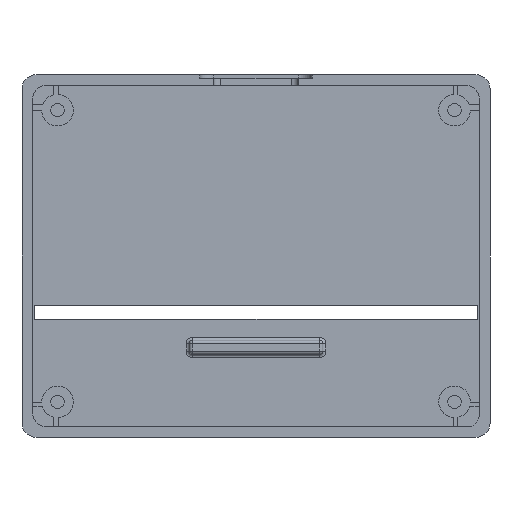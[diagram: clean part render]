
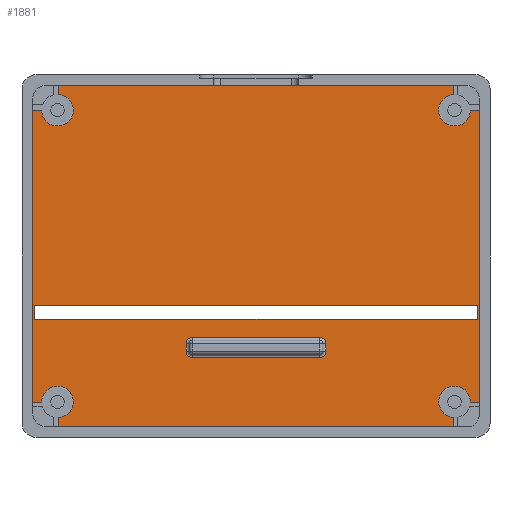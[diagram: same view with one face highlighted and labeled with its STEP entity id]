
A CAD part, front view. The second image highlights one B-rep face of the part: STEP entity #1881.
In plain terms, the highlighted planar face has unit normal (0, -1, 0).
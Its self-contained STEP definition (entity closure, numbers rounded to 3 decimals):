
#19=FACE_BOUND('',#664,.T.);
#20=FACE_BOUND('',#665,.T.);
#29=PLANE('',#2034);
#89=LINE('',#2799,#289);
#93=LINE('',#2814,#293);
#95=LINE('',#2833,#295);
#99=LINE('',#2839,#299);
#113=LINE('',#2867,#313);
#114=LINE('',#2869,#314);
#115=LINE('',#2871,#315);
#116=LINE('',#2875,#316);
#117=LINE('',#2877,#317);
#118=LINE('',#2879,#318);
#119=LINE('',#2883,#319);
#120=LINE('',#2885,#320);
#121=LINE('',#2887,#321);
#122=LINE('',#2891,#322);
#123=LINE('',#2893,#323);
#124=LINE('',#2894,#324);
#125=LINE('',#2897,#325);
#126=LINE('',#2899,#326);
#127=LINE('',#2901,#327);
#128=LINE('',#2902,#328);
#289=VECTOR('',#2222,10.);
#293=VECTOR('',#2240,10.);
#295=VECTOR('',#2262,10.);
#299=VECTOR('',#2270,10.);
#313=VECTOR('',#2306,10.);
#314=VECTOR('',#2307,10.);
#315=VECTOR('',#2308,10.);
#316=VECTOR('',#2311,10.);
#317=VECTOR('',#2312,10.);
#318=VECTOR('',#2313,10.);
#319=VECTOR('',#2316,10.);
#320=VECTOR('',#2317,10.);
#321=VECTOR('',#2318,10.);
#322=VECTOR('',#2321,10.);
#323=VECTOR('',#2322,10.);
#324=VECTOR('',#2323,10.);
#325=VECTOR('',#2324,10.);
#326=VECTOR('',#2325,10.);
#327=VECTOR('',#2326,10.);
#328=VECTOR('',#2327,10.);
#552=FACE_OUTER_BOUND('',#663,.T.);
#663=EDGE_LOOP('',(#1382,#1383,#1384,#1385,#1386,#1387,#1388,#1389,#1390,
#1391,#1392,#1393,#1394,#1395,#1396,#1397));
#664=EDGE_LOOP('',(#1398,#1399,#1400,#1401));
#665=EDGE_LOOP('',(#1402,#1403,#1404,#1405,#1406,#1407,#1408,#1409));
#761=CIRCLE('',#1988,0.9);
#771=CIRCLE('',#2001,0.9);
#777=CIRCLE('',#2010,0.9);
#782=CIRCLE('',#2018,0.9);
#786=CIRCLE('',#2035,2.25);
#787=CIRCLE('',#2036,2.25);
#788=CIRCLE('',#2037,2.25);
#789=CIRCLE('',#2038,2.25);
#841=VERTEX_POINT('',#2767);
#842=VERTEX_POINT('',#2768);
#851=VERTEX_POINT('',#2790);
#852=VERTEX_POINT('',#2791);
#857=VERTEX_POINT('',#2808);
#858=VERTEX_POINT('',#2810);
#862=VERTEX_POINT('',#2824);
#863=VERTEX_POINT('',#2825);
#866=VERTEX_POINT('',#2863);
#867=VERTEX_POINT('',#2864);
#868=VERTEX_POINT('',#2866);
#869=VERTEX_POINT('',#2868);
#870=VERTEX_POINT('',#2870);
#871=VERTEX_POINT('',#2872);
#872=VERTEX_POINT('',#2874);
#873=VERTEX_POINT('',#2876);
#874=VERTEX_POINT('',#2878);
#875=VERTEX_POINT('',#2880);
#876=VERTEX_POINT('',#2882);
#877=VERTEX_POINT('',#2884);
#878=VERTEX_POINT('',#2886);
#879=VERTEX_POINT('',#2888);
#880=VERTEX_POINT('',#2890);
#881=VERTEX_POINT('',#2892);
#882=VERTEX_POINT('',#2895);
#883=VERTEX_POINT('',#2896);
#884=VERTEX_POINT('',#2898);
#885=VERTEX_POINT('',#2900);
#1017=EDGE_CURVE('',#841,#842,#761,.T.);
#1027=EDGE_CURVE('',#851,#852,#771,.T.);
#1031=EDGE_CURVE('',#852,#841,#89,.T.);
#1037=EDGE_CURVE('',#857,#858,#777,.T.);
#1039=EDGE_CURVE('',#842,#857,#93,.T.);
#1044=EDGE_CURVE('',#862,#863,#782,.T.);
#1048=EDGE_CURVE('',#863,#851,#95,.T.);
#1052=EDGE_CURVE('',#858,#862,#99,.T.);
#1066=EDGE_CURVE('',#866,#867,#786,.T.);
#1067=EDGE_CURVE('',#867,#868,#113,.T.);
#1068=EDGE_CURVE('',#868,#869,#114,.T.);
#1069=EDGE_CURVE('',#869,#870,#115,.T.);
#1070=EDGE_CURVE('',#870,#871,#787,.T.);
#1071=EDGE_CURVE('',#871,#872,#116,.T.);
#1072=EDGE_CURVE('',#872,#873,#117,.T.);
#1073=EDGE_CURVE('',#873,#874,#118,.T.);
#1074=EDGE_CURVE('',#874,#875,#788,.T.);
#1075=EDGE_CURVE('',#875,#876,#119,.T.);
#1076=EDGE_CURVE('',#876,#877,#120,.T.);
#1077=EDGE_CURVE('',#877,#878,#121,.T.);
#1078=EDGE_CURVE('',#878,#879,#789,.T.);
#1079=EDGE_CURVE('',#879,#880,#122,.T.);
#1080=EDGE_CURVE('',#880,#881,#123,.T.);
#1081=EDGE_CURVE('',#881,#866,#124,.T.);
#1082=EDGE_CURVE('',#882,#883,#125,.T.);
#1083=EDGE_CURVE('',#883,#884,#126,.T.);
#1084=EDGE_CURVE('',#884,#885,#127,.T.);
#1085=EDGE_CURVE('',#885,#882,#128,.T.);
#1382=ORIENTED_EDGE('',*,*,#1066,.T.);
#1383=ORIENTED_EDGE('',*,*,#1067,.T.);
#1384=ORIENTED_EDGE('',*,*,#1068,.T.);
#1385=ORIENTED_EDGE('',*,*,#1069,.T.);
#1386=ORIENTED_EDGE('',*,*,#1070,.T.);
#1387=ORIENTED_EDGE('',*,*,#1071,.T.);
#1388=ORIENTED_EDGE('',*,*,#1072,.T.);
#1389=ORIENTED_EDGE('',*,*,#1073,.T.);
#1390=ORIENTED_EDGE('',*,*,#1074,.T.);
#1391=ORIENTED_EDGE('',*,*,#1075,.T.);
#1392=ORIENTED_EDGE('',*,*,#1076,.T.);
#1393=ORIENTED_EDGE('',*,*,#1077,.T.);
#1394=ORIENTED_EDGE('',*,*,#1078,.T.);
#1395=ORIENTED_EDGE('',*,*,#1079,.T.);
#1396=ORIENTED_EDGE('',*,*,#1080,.T.);
#1397=ORIENTED_EDGE('',*,*,#1081,.T.);
#1398=ORIENTED_EDGE('',*,*,#1082,.T.);
#1399=ORIENTED_EDGE('',*,*,#1083,.T.);
#1400=ORIENTED_EDGE('',*,*,#1084,.T.);
#1401=ORIENTED_EDGE('',*,*,#1085,.T.);
#1402=ORIENTED_EDGE('',*,*,#1044,.F.);
#1403=ORIENTED_EDGE('',*,*,#1052,.F.);
#1404=ORIENTED_EDGE('',*,*,#1037,.F.);
#1405=ORIENTED_EDGE('',*,*,#1039,.F.);
#1406=ORIENTED_EDGE('',*,*,#1017,.F.);
#1407=ORIENTED_EDGE('',*,*,#1031,.F.);
#1408=ORIENTED_EDGE('',*,*,#1027,.F.);
#1409=ORIENTED_EDGE('',*,*,#1048,.F.);
#1881=ADVANCED_FACE('',(#552,#19,#20),#29,.F.);
#1988=AXIS2_PLACEMENT_3D('',#2769,#2186,#2187);
#2001=AXIS2_PLACEMENT_3D('',#2792,#2212,#2213);
#2010=AXIS2_PLACEMENT_3D('',#2811,#2234,#2235);
#2018=AXIS2_PLACEMENT_3D('',#2826,#2252,#2253);
#2034=AXIS2_PLACEMENT_3D('',#2862,#2302,#2303);
#2035=AXIS2_PLACEMENT_3D('',#2865,#2304,#2305);
#2036=AXIS2_PLACEMENT_3D('',#2873,#2309,#2310);
#2037=AXIS2_PLACEMENT_3D('',#2881,#2314,#2315);
#2038=AXIS2_PLACEMENT_3D('',#2889,#2319,#2320);
#2186=DIRECTION('center_axis',(0.,-1.,0.));
#2187=DIRECTION('ref_axis',(0.707,0.,-0.707));
#2212=DIRECTION('center_axis',(0.,-1.,0.));
#2213=DIRECTION('ref_axis',(-0.707,0.,-0.707));
#2222=DIRECTION('',(1.,0.,0.));
#2234=DIRECTION('center_axis',(0.,-1.,0.));
#2235=DIRECTION('ref_axis',(0.707,0.,0.707));
#2240=DIRECTION('',(0.,0.,1.));
#2252=DIRECTION('center_axis',(0.,-1.,0.));
#2253=DIRECTION('ref_axis',(-0.707,0.,0.707));
#2262=DIRECTION('',(0.,0.,-1.));
#2270=DIRECTION('',(-1.,0.,0.));
#2302=DIRECTION('center_axis',(0.,1.,0.));
#2303=DIRECTION('ref_axis',(1.,0.,0.));
#2304=DIRECTION('center_axis',(0.,1.,0.));
#2305=DIRECTION('ref_axis',(1.,0.,0.));
#2306=DIRECTION('',(-1.,0.,0.));
#2307=DIRECTION('',(0.,0.,-1.));
#2308=DIRECTION('',(1.,0.,0.));
#2309=DIRECTION('center_axis',(0.,1.,0.));
#2310=DIRECTION('ref_axis',(1.,0.,0.));
#2311=DIRECTION('',(0.,0.,-1.));
#2312=DIRECTION('',(1.,0.,0.));
#2313=DIRECTION('',(0.,0.,1.));
#2314=DIRECTION('center_axis',(0.,1.,0.));
#2315=DIRECTION('ref_axis',(1.,0.,0.));
#2316=DIRECTION('',(1.,0.,0.));
#2317=DIRECTION('',(0.,0.,1.));
#2318=DIRECTION('',(-1.,0.,0.));
#2319=DIRECTION('center_axis',(0.,1.,0.));
#2320=DIRECTION('ref_axis',(1.,0.,0.));
#2321=DIRECTION('',(0.,0.,1.));
#2322=DIRECTION('',(-1.,0.,0.));
#2323=DIRECTION('',(0.,0.,-1.));
#2324=DIRECTION('',(1.,0.,0.));
#2325=DIRECTION('',(0.,0.,-1.));
#2326=DIRECTION('',(-1.,0.,0.));
#2327=DIRECTION('',(0.,0.,1.));
#2767=CARTESIAN_POINT('',(40.55,31.,9.55));
#2768=CARTESIAN_POINT('',(41.45,31.,10.45));
#2769=CARTESIAN_POINT('Origin',(40.55,31.,10.45));
#2790=CARTESIAN_POINT('',(21.55,31.,10.45));
#2791=CARTESIAN_POINT('',(22.45,31.,9.55));
#2792=CARTESIAN_POINT('Origin',(22.45,31.,10.45));
#2799=CARTESIAN_POINT('',(26.75,31.,9.55));
#2808=CARTESIAN_POINT('',(41.45,31.,11.55));
#2810=CARTESIAN_POINT('',(40.55,31.,12.45));
#2811=CARTESIAN_POINT('Origin',(40.55,31.,11.55));
#2814=CARTESIAN_POINT('',(41.45,31.,17.));
#2824=CARTESIAN_POINT('',(22.45,31.,12.45));
#2825=CARTESIAN_POINT('',(21.55,31.,11.55));
#2826=CARTESIAN_POINT('Origin',(22.45,31.,11.55));
#2833=CARTESIAN_POINT('',(21.55,31.,18.));
#2839=CARTESIAN_POINT('',(36.25,31.,12.45));
#2862=CARTESIAN_POINT('Origin',(31.5,31.,24.));
#2863=CARTESIAN_POINT('',(3.353,31.,46.998));
#2864=CARTESIAN_POINT('',(1.003,31.,44.642));
#2865=CARTESIAN_POINT('Origin',(3.25,31.,44.75));
#2866=CARTESIAN_POINT('',(-0.3,31.,44.642));
#2867=CARTESIAN_POINT('',(14.85,31.,44.642));
#2868=CARTESIAN_POINT('',(-0.3,31.,3.19));
#2869=CARTESIAN_POINT('',(-0.3,31.,46.3));
#2870=CARTESIAN_POINT('',(1.001,31.,3.19));
#2871=CARTESIAN_POINT('',(48.15,31.,3.19));
#2872=CARTESIAN_POINT('',(3.353,31.,1.002));
#2873=CARTESIAN_POINT('Origin',(3.25,31.,3.25));
#2874=CARTESIAN_POINT('',(3.353,31.,-0.3));
#2875=CARTESIAN_POINT('',(3.353,31.,11.1));
#2876=CARTESIAN_POINT('',(59.669,31.,-0.3));
#2877=CARTESIAN_POINT('',(1.7,31.,-0.3));
#2878=CARTESIAN_POINT('',(59.669,31.,1.001));
#2879=CARTESIAN_POINT('',(59.669,31.,36.9));
#2880=CARTESIAN_POINT('',(61.999,31.,3.19));
#2881=CARTESIAN_POINT('Origin',(59.75,31.,3.25));
#2882=CARTESIAN_POINT('',(63.3,31.,3.19));
#2883=CARTESIAN_POINT('',(48.15,31.,3.19));
#2884=CARTESIAN_POINT('',(63.3,31.,44.642));
#2885=CARTESIAN_POINT('',(63.3,31.,1.432));
#2886=CARTESIAN_POINT('',(61.997,31.,44.642));
#2887=CARTESIAN_POINT('',(14.85,31.,44.642));
#2888=CARTESIAN_POINT('',(59.669,31.,46.999));
#2889=CARTESIAN_POINT('Origin',(59.75,31.,44.75));
#2890=CARTESIAN_POINT('',(59.669,31.,48.3));
#2891=CARTESIAN_POINT('',(59.669,31.,36.9));
#2892=CARTESIAN_POINT('',(3.353,31.,48.3));
#2893=CARTESIAN_POINT('',(61.3,31.,48.3));
#2894=CARTESIAN_POINT('',(3.353,31.,11.1));
#2895=CARTESIAN_POINT('',(0.,31.,17.));
#2896=CARTESIAN_POINT('',(63.,31.,17.));
#2897=CARTESIAN_POINT('',(63.,31.,17.));
#2898=CARTESIAN_POINT('',(63.,31.,15.));
#2899=CARTESIAN_POINT('',(63.,31.,15.));
#2900=CARTESIAN_POINT('',(0.,31.,15.));
#2901=CARTESIAN_POINT('',(0.,31.,15.));
#2902=CARTESIAN_POINT('',(0.,31.,17.));
